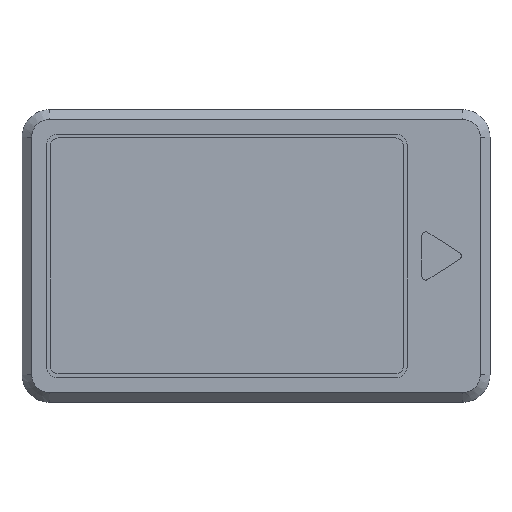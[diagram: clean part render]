
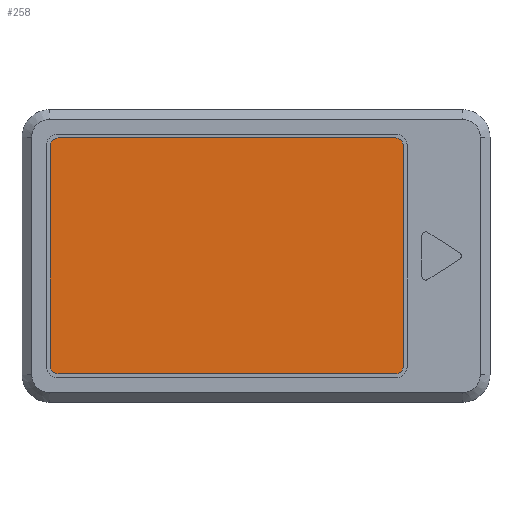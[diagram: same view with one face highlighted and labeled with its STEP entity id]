
A CAD part, top view. The second image highlights one B-rep face of the part: STEP entity #258.
In plain terms, the highlighted planar face has unit normal (0, 0, 1).
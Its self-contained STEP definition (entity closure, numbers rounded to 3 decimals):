
#99=CIRCLE('',#1483,2.);
#101=CIRCLE('',#1487,2.);
#103=CIRCLE('',#1491,2.);
#109=CIRCLE('',#1507,2.);
#181=FACE_OUTER_BOUND('',#409,.T.);
#258=ADVANCED_FACE('',(#181),#308,.T.);
#308=PLANE('',#1511);
#409=EDGE_LOOP('',(#782,#783,#784,#785,#786,#787,#788,#789));
#782=ORIENTED_EDGE('',*,*,#1064,.F.);
#783=ORIENTED_EDGE('',*,*,#1068,.F.);
#784=ORIENTED_EDGE('',*,*,#1071,.F.);
#785=ORIENTED_EDGE('',*,*,#1074,.F.);
#786=ORIENTED_EDGE('',*,*,#1077,.F.);
#787=ORIENTED_EDGE('',*,*,#1080,.F.);
#788=ORIENTED_EDGE('',*,*,#1083,.F.);
#789=ORIENTED_EDGE('',*,*,#1102,.F.);
#890=VERTEX_POINT('',#2219);
#891=VERTEX_POINT('',#2220);
#894=VERTEX_POINT('',#2228);
#896=VERTEX_POINT('',#2234);
#898=VERTEX_POINT('',#2240);
#900=VERTEX_POINT('',#2246);
#902=VERTEX_POINT('',#2252);
#904=VERTEX_POINT('',#2258);
#1064=EDGE_CURVE('',#890,#891,#1216,.T.);
#1068=EDGE_CURVE('',#894,#890,#99,.T.);
#1071=EDGE_CURVE('',#896,#894,#1221,.T.);
#1074=EDGE_CURVE('',#898,#896,#101,.T.);
#1077=EDGE_CURVE('',#900,#898,#1225,.T.);
#1080=EDGE_CURVE('',#902,#900,#103,.T.);
#1083=EDGE_CURVE('',#904,#902,#1229,.T.);
#1102=EDGE_CURVE('',#891,#904,#109,.T.);
#1216=LINE('',#2218,#1356);
#1221=LINE('',#2233,#1361);
#1225=LINE('',#2245,#1365);
#1229=LINE('',#2257,#1369);
#1356=VECTOR('',#1820,1.);
#1361=VECTOR('',#1833,1.);
#1365=VECTOR('',#1845,1.);
#1369=VECTOR('',#1857,1.);
#1483=AXIS2_PLACEMENT_3D('',#2227,#1826,#1827);
#1487=AXIS2_PLACEMENT_3D('',#2239,#1838,#1839);
#1491=AXIS2_PLACEMENT_3D('',#2251,#1850,#1851);
#1507=AXIS2_PLACEMENT_3D('',#2295,#1898,#1899);
#1511=AXIS2_PLACEMENT_3D('',#2299,#1906,#1907);
#1820=DIRECTION('',(0.,1.,0.));
#1826=DIRECTION('',(0.,0.,-1.));
#1827=DIRECTION('',(0.,1.,0.));
#1833=DIRECTION('',(-1.,0.,0.));
#1838=DIRECTION('',(0.,0.,-1.));
#1839=DIRECTION('',(0.,1.,0.));
#1845=DIRECTION('',(0.,-1.,0.));
#1850=DIRECTION('',(0.,0.,-1.));
#1851=DIRECTION('',(0.,1.,0.));
#1857=DIRECTION('',(1.,0.,0.));
#1898=DIRECTION('',(0.,0.,-1.));
#1899=DIRECTION('',(0.,1.,0.));
#1906=DIRECTION('',(0.,0.,1.));
#1907=DIRECTION('',(1.,0.,0.));
#2218=CARTESIAN_POINT('',(-52.75,-28.25,14.5));
#2219=CARTESIAN_POINT('',(-52.75,-28.25,14.5));
#2220=CARTESIAN_POINT('',(-52.75,28.25,14.5));
#2227=CARTESIAN_POINT('',(-50.75,-28.25,14.5));
#2228=CARTESIAN_POINT('',(-50.75,-30.25,14.5));
#2233=CARTESIAN_POINT('',(35.75,-30.25,14.5));
#2234=CARTESIAN_POINT('',(35.75,-30.25,14.5));
#2239=CARTESIAN_POINT('',(35.75,-28.25,14.5));
#2240=CARTESIAN_POINT('',(37.75,-28.25,14.5));
#2245=CARTESIAN_POINT('',(37.75,28.25,14.5));
#2246=CARTESIAN_POINT('',(37.75,28.25,14.5));
#2251=CARTESIAN_POINT('',(35.75,28.25,14.5));
#2252=CARTESIAN_POINT('',(35.75,30.25,14.5));
#2257=CARTESIAN_POINT('',(-50.75,30.25,14.5));
#2258=CARTESIAN_POINT('',(-50.75,30.25,14.5));
#2295=CARTESIAN_POINT('',(-50.75,28.25,14.5));
#2299=CARTESIAN_POINT('',(0.,0.,14.5));
